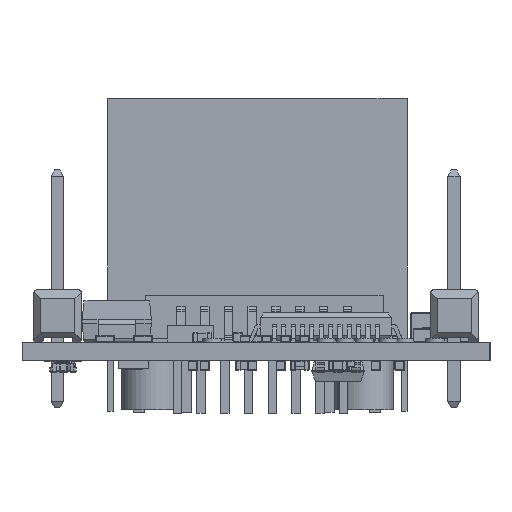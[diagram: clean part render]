
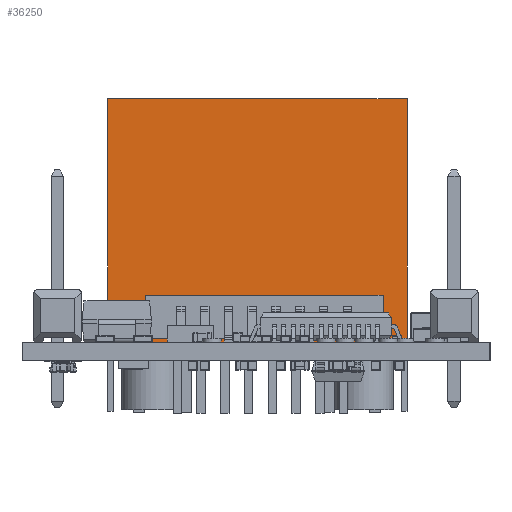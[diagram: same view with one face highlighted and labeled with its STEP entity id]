
A CAD part, left-side view. The second image highlights one B-rep face of the part: STEP entity #36250.
In plain terms, the highlighted face is planar.
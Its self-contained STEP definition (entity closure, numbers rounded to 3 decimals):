
#24437=FACE_OUTER_BOUND('NONE',#27337,.T.);
#27337=EDGE_LOOP('NONE',(#49822,#49861,#49910,#49735));
#31328=AXIS2_PLACEMENT_3D('NONE',#108847,#87028,#87132);
#33596=PLANE('NONE',#31328);
#36250=ADVANCED_FACE('NONE',(#24437),#33596,.F.);
#49735=ORIENTED_EDGE('NONE',*,*,#57695,.F.);
#49822=ORIENTED_EDGE('NONE',*,*,#57734,.F.);
#49861=ORIENTED_EDGE('NONE',*,*,#57724,.F.);
#49910=ORIENTED_EDGE('NONE',*,*,#57779,.F.);
#57695=EDGE_CURVE('NONE',#74074,#74069,#69297,.T.);
#57724=EDGE_CURVE('NONE',#74128,#74123,#69377,.T.);
#57734=EDGE_CURVE('NONE',#74123,#74074,#69333,.T.);
#57779=EDGE_CURVE('NONE',#74069,#74128,#69370,.T.);
#63581=VECTOR('NONE',#87072,1000.);
#63586=VECTOR('NONE',#86980,1000.);
#63668=VECTOR('NONE',#87166,1000.);
#63672=VECTOR('NONE',#87095,1000.);
#69297=LINE('NONE',#108892,#63581);
#69333=LINE('NONE',#108709,#63586);
#69370=LINE('NONE',#108852,#63668);
#69377=LINE('NONE',#108878,#63672);
#74069=VERTEX_POINT('NONE',#108726);
#74074=VERTEX_POINT('NONE',#108761);
#74123=VERTEX_POINT('NONE',#108851);
#74128=VERTEX_POINT('NONE',#108753);
#86980=DIRECTION('NONE',(0.,1.,0.));
#87028=DIRECTION('NONE',(0.,0.,1.));
#87072=DIRECTION('NONE',(-1.,0.,0.));
#87095=DIRECTION('NONE',(1.,0.,0.));
#87132=DIRECTION('NONE',(1.,0.,0.));
#87166=DIRECTION('NONE',(0.,-1.,0.));
#108709=CARTESIAN_POINT('NONE',(8.,-4.,-21.3));
#108726=CARTESIAN_POINT('NONE',(-8.,2.5,-21.3));
#108753=CARTESIAN_POINT('NONE',(-8.,-10.5,-21.3));
#108761=CARTESIAN_POINT('NONE',(8.,2.5,-21.3));
#108847=CARTESIAN_POINT('NONE',(0.,-4.,-21.3));
#108851=CARTESIAN_POINT('NONE',(8.,-10.5,-21.3));
#108852=CARTESIAN_POINT('NONE',(-8.,2.5,-21.3));
#108878=CARTESIAN_POINT('NONE',(0.,-10.5,-21.3));
#108892=CARTESIAN_POINT('NONE',(0.,2.5,-21.3));
